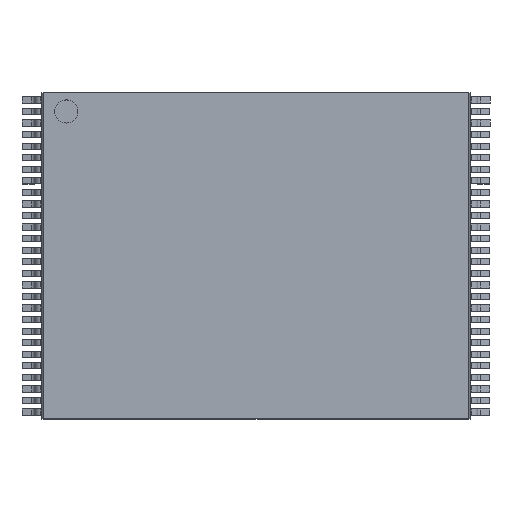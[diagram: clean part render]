
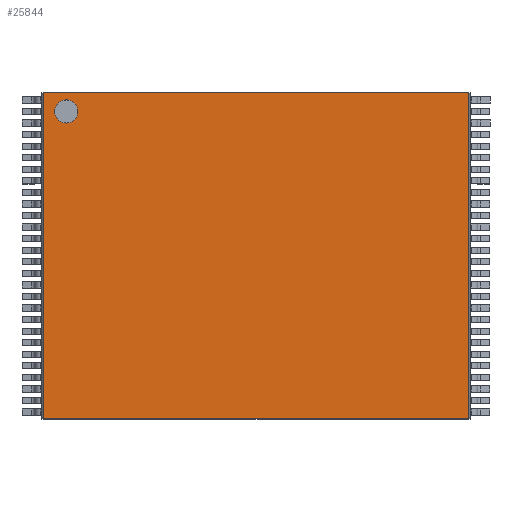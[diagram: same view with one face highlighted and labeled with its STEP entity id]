
A CAD part, top view. The second image highlights one B-rep face of the part: STEP entity #25844.
In plain terms, the highlighted planar face has unit normal (0, 0, 1).
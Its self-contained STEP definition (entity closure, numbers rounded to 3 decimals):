
#25612=CARTESIAN_POINT('',(-7.704,6.25,1.2));
#25613=VERTEX_POINT('',#25612);
#25622=CARTESIAN_POINT('',(-8.704,6.25,1.2));
#25623=VERTEX_POINT('',#25622);
#25624=CARTESIAN_POINT('',(-8.204,6.25,1.2));
#25625=DIRECTION('',(0.0,0.0,-1.0));
#25626=DIRECTION('',(1.0,0.0,0.0));
#25627=AXIS2_PLACEMENT_3D('',#25624,#25625,#25626);
#25628=CIRCLE('',#25627,0.5);
#25629=EDGE_CURVE('',#25623,#25613,#25628,.T.);
#25656=CARTESIAN_POINT('',(9.204,7.05,1.2));
#25657=VERTEX_POINT('',#25656);
#25664=CARTESIAN_POINT('',(9.204,-7.05,1.2));
#25665=VERTEX_POINT('',#25664);
#25666=CARTESIAN_POINT('',(9.204,-7.05,1.2));
#25667=DIRECTION('',(0.0,1.0,0.0));
#25668=VECTOR('',#25667,14.1);
#25669=LINE('',#25666,#25668);
#25670=EDGE_CURVE('',#25665,#25657,#25669,.T.);
#25787=CARTESIAN_POINT('',(-9.204,7.05,1.2));
#25788=VERTEX_POINT('',#25787);
#25796=CARTESIAN_POINT('',(-9.204,-7.05,1.2));
#25797=VERTEX_POINT('',#25796);
#25804=CARTESIAN_POINT('',(-9.204,-7.05,1.2));
#25805=DIRECTION('',(0.0,1.0,0.0));
#25806=VECTOR('',#25805,14.1);
#25807=LINE('',#25804,#25806);
#25808=EDGE_CURVE('',#25797,#25788,#25807,.T.);
#25813=CARTESIAN_POINT('',(9.204,-5.05,1.2));
#25814=DIRECTION('',(0.0,0.0,1.0));
#25815=DIRECTION('',(1.0,0.0,0.0));
#25816=AXIS2_PLACEMENT_3D('',#25813,#25814,#25815);
#25817=PLANE('',#25816);
#25818=CARTESIAN_POINT('',(9.204,7.05,1.2));
#25819=DIRECTION('',(-1.0,0.0,0.0));
#25820=VECTOR('',#25819,18.408);
#25821=LINE('',#25818,#25820);
#25822=EDGE_CURVE('',#25657,#25788,#25821,.T.);
#25823=ORIENTED_EDGE('',*,*,#25822,.T.);
#25824=ORIENTED_EDGE('',*,*,#25808,.F.);
#25825=CARTESIAN_POINT('',(9.204,-7.05,1.2));
#25826=DIRECTION('',(-1.0,0.0,0.0));
#25827=VECTOR('',#25826,18.408);
#25828=LINE('',#25825,#25827);
#25829=EDGE_CURVE('',#25665,#25797,#25828,.T.);
#25830=ORIENTED_EDGE('',*,*,#25829,.F.);
#25831=ORIENTED_EDGE('',*,*,#25670,.T.);
#25832=EDGE_LOOP('',(#25823,#25824,#25830,#25831));
#25833=FACE_OUTER_BOUND('',#25832,.T.);
#25834=CARTESIAN_POINT('',(-8.204,6.25,1.2));
#25835=DIRECTION('',(0.0,0.0,-1.0));
#25836=DIRECTION('',(1.0,0.0,0.0));
#25837=AXIS2_PLACEMENT_3D('',#25834,#25835,#25836);
#25838=CIRCLE('',#25837,0.5);
#25839=EDGE_CURVE('',#25613,#25623,#25838,.T.);
#25840=ORIENTED_EDGE('',*,*,#25839,.T.);
#25841=ORIENTED_EDGE('',*,*,#25629,.T.);
#25842=EDGE_LOOP('',(#25840,#25841));
#25843=FACE_BOUND('',#25842,.T.);
#25844=ADVANCED_FACE('',(#25833,#25843),#25817,.T.);
